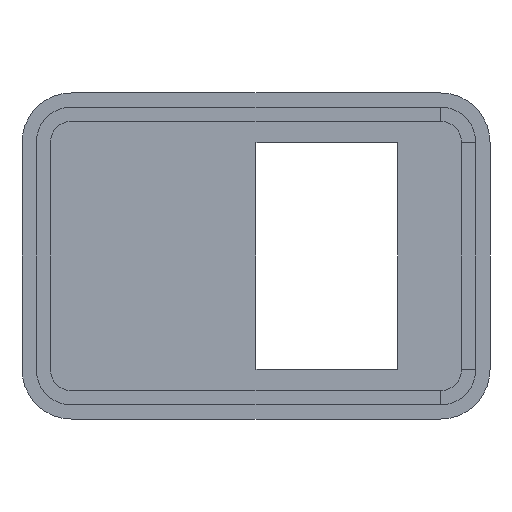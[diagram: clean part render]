
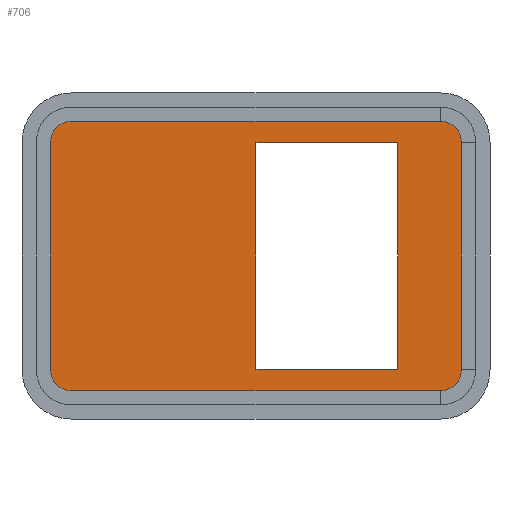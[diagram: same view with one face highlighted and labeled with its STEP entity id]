
A CAD part, front view. The second image highlights one B-rep face of the part: STEP entity #706.
In plain terms, the highlighted planar face has unit normal (0, -1, 0).
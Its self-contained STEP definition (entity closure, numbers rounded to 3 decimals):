
#15=FACE_BOUND('',#122,.T.);
#40=CIRCLE('',#747,1.5);
#41=CIRCLE('',#750,1.5);
#42=CIRCLE('',#753,1.5);
#43=CIRCLE('',#756,1.5);
#82=FACE_OUTER_BOUND('',#121,.T.);
#121=EDGE_LOOP('',(#579,#580,#581,#582,#583,#584,#585,#586));
#122=EDGE_LOOP('',(#587,#588,#589,#590));
#137=LINE('',#994,#213);
#141=LINE('',#1001,#217);
#144=LINE('',#1007,#220);
#146=LINE('',#1010,#222);
#179=LINE('',#1097,#255);
#182=LINE('',#1105,#258);
#185=LINE('',#1113,#261);
#188=LINE('',#1121,#264);
#213=VECTOR('',#788,10.);
#217=VECTOR('',#794,10.);
#220=VECTOR('',#799,10.);
#222=VECTOR('',#803,10.);
#255=VECTOR('',#882,10.);
#258=VECTOR('',#891,10.);
#261=VECTOR('',#900,10.);
#264=VECTOR('',#909,10.);
#289=VERTEX_POINT('',#991);
#290=VERTEX_POINT('',#993);
#292=VERTEX_POINT('',#999);
#294=VERTEX_POINT('',#1005);
#324=VERTEX_POINT('',#1094);
#325=VERTEX_POINT('',#1096);
#326=VERTEX_POINT('',#1100);
#327=VERTEX_POINT('',#1104);
#328=VERTEX_POINT('',#1108);
#329=VERTEX_POINT('',#1112);
#330=VERTEX_POINT('',#1116);
#331=VERTEX_POINT('',#1120);
#353=EDGE_CURVE('',#290,#289,#137,.T.);
#357=EDGE_CURVE('',#289,#292,#141,.T.);
#360=EDGE_CURVE('',#292,#294,#144,.T.);
#362=EDGE_CURVE('',#294,#290,#146,.T.);
#405=EDGE_CURVE('',#325,#324,#179,.T.);
#407=EDGE_CURVE('',#324,#326,#40,.T.);
#409=EDGE_CURVE('',#326,#327,#182,.T.);
#411=EDGE_CURVE('',#327,#328,#41,.T.);
#413=EDGE_CURVE('',#328,#329,#185,.T.);
#415=EDGE_CURVE('',#329,#330,#42,.T.);
#417=EDGE_CURVE('',#330,#331,#188,.T.);
#419=EDGE_CURVE('',#331,#325,#43,.T.);
#579=ORIENTED_EDGE('',*,*,#405,.T.);
#580=ORIENTED_EDGE('',*,*,#407,.T.);
#581=ORIENTED_EDGE('',*,*,#409,.T.);
#582=ORIENTED_EDGE('',*,*,#411,.T.);
#583=ORIENTED_EDGE('',*,*,#413,.T.);
#584=ORIENTED_EDGE('',*,*,#415,.T.);
#585=ORIENTED_EDGE('',*,*,#417,.T.);
#586=ORIENTED_EDGE('',*,*,#419,.T.);
#587=ORIENTED_EDGE('',*,*,#353,.T.);
#588=ORIENTED_EDGE('',*,*,#357,.T.);
#589=ORIENTED_EDGE('',*,*,#360,.T.);
#590=ORIENTED_EDGE('',*,*,#362,.T.);
#671=PLANE('',#763);
#706=ADVANCED_FACE('',(#82,#15),#671,.F.);
#747=AXIS2_PLACEMENT_3D('',#1101,#886,#887);
#750=AXIS2_PLACEMENT_3D('',#1109,#895,#896);
#753=AXIS2_PLACEMENT_3D('',#1117,#904,#905);
#756=AXIS2_PLACEMENT_3D('',#1124,#913,#914);
#763=AXIS2_PLACEMENT_3D('',#1139,#932,#933);
#788=DIRECTION('',(0.,0.,1.));
#794=DIRECTION('',(1.,0.,0.));
#799=DIRECTION('',(0.,0.,-1.));
#803=DIRECTION('',(-1.,0.,0.));
#882=DIRECTION('',(0.,0.,1.));
#886=DIRECTION('center_axis',(0.,-1.,0.));
#887=DIRECTION('ref_axis',(1.,0.,0.));
#891=DIRECTION('',(-1.,0.,0.));
#895=DIRECTION('center_axis',(0.,-1.,0.));
#896=DIRECTION('ref_axis',(0.,0.,1.));
#900=DIRECTION('',(0.,0.,-1.));
#904=DIRECTION('center_axis',(0.,-1.,0.));
#905=DIRECTION('ref_axis',(-1.,0.,0.));
#909=DIRECTION('',(1.,0.,0.));
#913=DIRECTION('center_axis',(0.,-1.,0.));
#914=DIRECTION('ref_axis',(0.,0.,-1.));
#932=DIRECTION('center_axis',(0.,1.,0.));
#933=DIRECTION('ref_axis',(-1.,0.,0.));
#991=CARTESIAN_POINT('',(-65.,138.5,8.));
#993=CARTESIAN_POINT('',(-65.,138.5,-8.));
#994=CARTESIAN_POINT('',(-65.,138.5,4.));
#999=CARTESIAN_POINT('',(-55.,138.5,8.));
#1001=CARTESIAN_POINT('',(-60.,138.5,8.));
#1005=CARTESIAN_POINT('',(-55.,138.5,-8.));
#1007=CARTESIAN_POINT('',(-55.,138.5,-4.));
#1010=CARTESIAN_POINT('',(-65.,138.5,-8.));
#1094=CARTESIAN_POINT('',(-50.5,138.5,8.));
#1096=CARTESIAN_POINT('',(-50.5,138.5,-8.));
#1097=CARTESIAN_POINT('',(-50.5,138.5,4.));
#1100=CARTESIAN_POINT('',(-52.,138.5,9.5));
#1101=CARTESIAN_POINT('Origin',(-52.,138.5,8.));
#1104=CARTESIAN_POINT('',(-78.,138.5,9.5));
#1105=CARTESIAN_POINT('',(-71.5,138.5,9.5));
#1108=CARTESIAN_POINT('',(-79.5,138.5,8.));
#1109=CARTESIAN_POINT('Origin',(-78.,138.5,8.));
#1112=CARTESIAN_POINT('',(-79.5,138.5,-8.));
#1113=CARTESIAN_POINT('',(-79.5,138.5,-4.));
#1116=CARTESIAN_POINT('',(-78.,138.5,-9.5));
#1117=CARTESIAN_POINT('Origin',(-78.,138.5,-8.));
#1120=CARTESIAN_POINT('',(-52.,138.5,-9.5));
#1121=CARTESIAN_POINT('',(-58.5,138.5,-9.5));
#1124=CARTESIAN_POINT('Origin',(-52.,138.5,-8.));
#1139=CARTESIAN_POINT('Origin',(-65.,138.5,0.));
